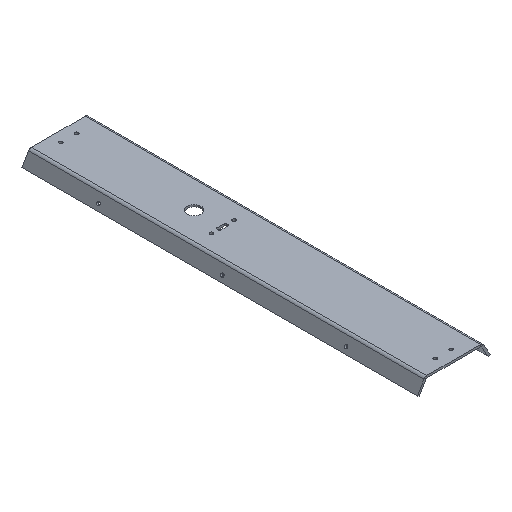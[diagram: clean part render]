
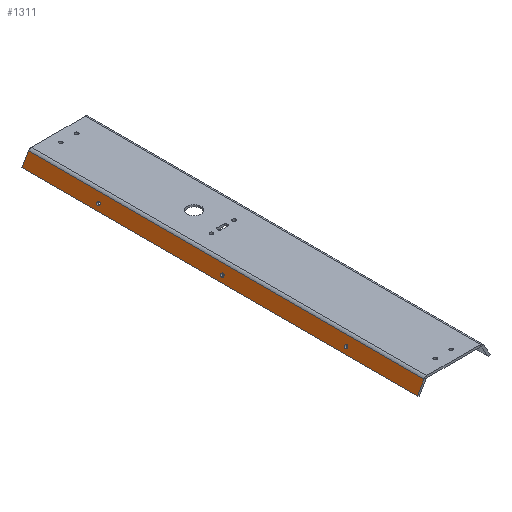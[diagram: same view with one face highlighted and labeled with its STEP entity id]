
A CAD part, isometric view. The second image highlights one B-rep face of the part: STEP entity #1311.
In plain terms, the highlighted planar face has unit normal (-0.866, 0, 0.5).
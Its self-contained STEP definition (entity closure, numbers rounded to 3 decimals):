
#47 = EDGE_CURVE ( 'NONE', #182, #782, #553, .T. ) ;
#54 = VECTOR ( 'NONE', #1612, 1000. ) ;
#84 = LINE ( 'NONE', #347, #1218 ) ;
#89 = VERTEX_POINT ( 'NONE', #132 ) ;
#102 = CARTESIAN_POINT ( 'NONE',  ( -29.832, 70., -4.062 ) ) ;
#119 = AXIS2_PLACEMENT_3D ( 'NONE', #1543, #1551, #276 ) ;
#132 = CARTESIAN_POINT ( 'NONE',  ( -32.332, 375., -8.392 ) ) ;
#182 = VERTEX_POINT ( 'NONE', #314 ) ;
#210 = VERTEX_POINT ( 'NONE', #1564 ) ;
#224 = CARTESIAN_POINT ( 'NONE',  ( -32.332, 0., -8.392 ) ) ;
#225 = CARTESIAN_POINT ( 'NONE',  ( -26.043, 375., 2.5 ) ) ;
#233 = DIRECTION ( 'NONE',  ( 0.5, 0., 0.866 ) ) ;
#263 = CARTESIAN_POINT ( 'NONE',  ( -29.832, 305., -4.062 ) ) ;
#276 = DIRECTION ( 'NONE',  ( -0.5, 0., -0.866 ) ) ;
#281 = ORIENTED_EDGE ( 'NONE', *, *, #680, .T. ) ;
#302 = EDGE_CURVE ( 'NONE', #1732, #1138, #1213, .T. ) ;
#310 = EDGE_LOOP ( 'NONE', ( #319, #828 ) ) ;
#314 = CARTESIAN_POINT ( 'NONE',  ( -26.043, 0., 2.5 ) ) ;
#319 = ORIENTED_EDGE ( 'NONE', *, *, #1275, .T. ) ;
#347 = CARTESIAN_POINT ( 'NONE',  ( -25.177, 0., 4. ) ) ;
#354 = CARTESIAN_POINT ( 'NONE',  ( -29.082, 187.5, -2.763 ) ) ;
#364 = AXIS2_PLACEMENT_3D ( 'NONE', #102, #1521, #990 ) ;
#392 = CIRCLE ( 'NONE', #119, 1.5 ) ;
#399 = CARTESIAN_POINT ( 'NONE',  ( -29.832, 187.5, -4.062 ) ) ;
#417 = EDGE_LOOP ( 'NONE', ( #1829, #624 ) ) ;
#419 = FACE_BOUND ( 'NONE', #1059, .T. ) ;
#429 = DIRECTION ( 'NONE',  ( -0.5, 0., -0.866 ) ) ;
#432 = EDGE_CURVE ( 'NONE', #1134, #1358, #1629, .T. ) ;
#444 = VECTOR ( 'NONE', #1229, 1000. ) ;
#452 = AXIS2_PLACEMENT_3D ( 'NONE', #1135, #703, #429 ) ;
#462 = ORIENTED_EDGE ( 'NONE', *, *, #47, .T. ) ;
#474 = AXIS2_PLACEMENT_3D ( 'NONE', #399, #1796, #1808 ) ;
#489 = CARTESIAN_POINT ( 'NONE',  ( -29.832, 187.5, -4.062 ) ) ;
#507 = EDGE_CURVE ( 'NONE', #1358, #1134, #392, .T. ) ;
#535 = CARTESIAN_POINT ( 'NONE',  ( -32.332, 375., -8.392 ) ) ;
#538 = CIRCLE ( 'NONE', #1681, 1.5 ) ;
#553 = LINE ( 'NONE', #814, #444 ) ;
#584 = ORIENTED_EDGE ( 'NONE', *, *, #302, .T. ) ;
#624 = ORIENTED_EDGE ( 'NONE', *, *, #507, .T. ) ;
#632 = ORIENTED_EDGE ( 'NONE', *, *, #1468, .F. ) ;
#659 = VECTOR ( 'NONE', #1107, 1000. ) ;
#672 = LINE ( 'NONE', #535, #659 ) ;
#680 = EDGE_CURVE ( 'NONE', #1339, #182, #84, .T. ) ;
#696 = FACE_BOUND ( 'NONE', #310, .T. ) ;
#703 = DIRECTION ( 'NONE',  ( 0.866, 0., -0.5 ) ) ;
#708 = AXIS2_PLACEMENT_3D ( 'NONE', #489, #1782, #1518 ) ;
#715 = CIRCLE ( 'NONE', #364, 1.5 ) ;
#774 = AXIS2_PLACEMENT_3D ( 'NONE', #263, #1117, #1677 ) ;
#778 = CARTESIAN_POINT ( 'NONE',  ( -29.832, 70., -4.062 ) ) ;
#782 = VERTEX_POINT ( 'NONE', #225 ) ;
#814 = CARTESIAN_POINT ( 'NONE',  ( -26.043, 375., 2.5 ) ) ;
#828 = ORIENTED_EDGE ( 'NONE', *, *, #1445, .T. ) ;
#832 = CIRCLE ( 'NONE', #474, 1.5 ) ;
#894 = EDGE_LOOP ( 'NONE', ( #281, #462, #632, #1438 ) ) ;
#910 = EDGE_CURVE ( 'NONE', #89, #1339, #672, .T. ) ;
#916 = CARTESIAN_POINT ( 'NONE',  ( -25.177, 375., 4. ) ) ;
#990 = DIRECTION ( 'NONE',  ( -0.5, 0., -0.866 ) ) ;
#998 = CARTESIAN_POINT ( 'NONE',  ( -29.082, 70., -2.763 ) ) ;
#1048 = CARTESIAN_POINT ( 'NONE',  ( -29.082, 305., -2.763 ) ) ;
#1059 = EDGE_LOOP ( 'NONE', ( #584, #1372 ) ) ;
#1061 = CARTESIAN_POINT ( 'NONE',  ( -30.582, 305., -5.361 ) ) ;
#1107 = DIRECTION ( 'NONE',  ( 0., -1., 0. ) ) ;
#1117 = DIRECTION ( 'NONE',  ( 0.866, 0., -0.5 ) ) ;
#1134 = VERTEX_POINT ( 'NONE', #1061 ) ;
#1135 = CARTESIAN_POINT ( 'NONE',  ( -25.177, 375., 4. ) ) ;
#1138 = VERTEX_POINT ( 'NONE', #354 ) ;
#1195 = CARTESIAN_POINT ( 'NONE',  ( -30.582, 187.5, -5.361 ) ) ;
#1213 = CIRCLE ( 'NONE', #708, 1.5 ) ;
#1218 = VECTOR ( 'NONE', #233, 1000. ) ;
#1229 = DIRECTION ( 'NONE',  ( 0., 1., 0. ) ) ;
#1263 = FACE_OUTER_BOUND ( 'NONE', #894, .T. ) ;
#1275 = EDGE_CURVE ( 'NONE', #210, #1323, #715, .T. ) ;
#1311 = ADVANCED_FACE ( 'NONE', ( #1660, #419, #696, #1263 ), #1692, .F. ) ;
#1323 = VERTEX_POINT ( 'NONE', #998 ) ;
#1339 = VERTEX_POINT ( 'NONE', #224 ) ;
#1358 = VERTEX_POINT ( 'NONE', #1048 ) ;
#1372 = ORIENTED_EDGE ( 'NONE', *, *, #1624, .T. ) ;
#1438 = ORIENTED_EDGE ( 'NONE', *, *, #910, .T. ) ;
#1445 = EDGE_CURVE ( 'NONE', #1323, #210, #538, .T. ) ;
#1468 = EDGE_CURVE ( 'NONE', #89, #782, #1751, .T. ) ;
#1518 = DIRECTION ( 'NONE',  ( -0.5, 0., -0.866 ) ) ;
#1521 = DIRECTION ( 'NONE',  ( 0.866, 0., -0.5 ) ) ;
#1543 = CARTESIAN_POINT ( 'NONE',  ( -29.832, 305., -4.062 ) ) ;
#1551 = DIRECTION ( 'NONE',  ( 0.866, 0., -0.5 ) ) ;
#1564 = CARTESIAN_POINT ( 'NONE',  ( -30.582, 70., -5.361 ) ) ;
#1605 = DIRECTION ( 'NONE',  ( -0.5, 0., -0.866 ) ) ;
#1612 = DIRECTION ( 'NONE',  ( 0.5, 0., 0.866 ) ) ;
#1624 = EDGE_CURVE ( 'NONE', #1138, #1732, #832, .T. ) ;
#1629 = CIRCLE ( 'NONE', #774, 1.5 ) ;
#1645 = DIRECTION ( 'NONE',  ( 0.866, 0., -0.5 ) ) ;
#1660 = FACE_BOUND ( 'NONE', #417, .T. ) ;
#1677 = DIRECTION ( 'NONE',  ( -0.5, 0., -0.866 ) ) ;
#1681 = AXIS2_PLACEMENT_3D ( 'NONE', #778, #1645, #1605 ) ;
#1692 = PLANE ( 'NONE',  #452 ) ;
#1732 = VERTEX_POINT ( 'NONE', #1195 ) ;
#1751 = LINE ( 'NONE', #916, #54 ) ;
#1782 = DIRECTION ( 'NONE',  ( 0.866, 0., -0.5 ) ) ;
#1796 = DIRECTION ( 'NONE',  ( 0.866, 0., -0.5 ) ) ;
#1808 = DIRECTION ( 'NONE',  ( -0.5, 0., -0.866 ) ) ;
#1829 = ORIENTED_EDGE ( 'NONE', *, *, #432, .T. ) ;
